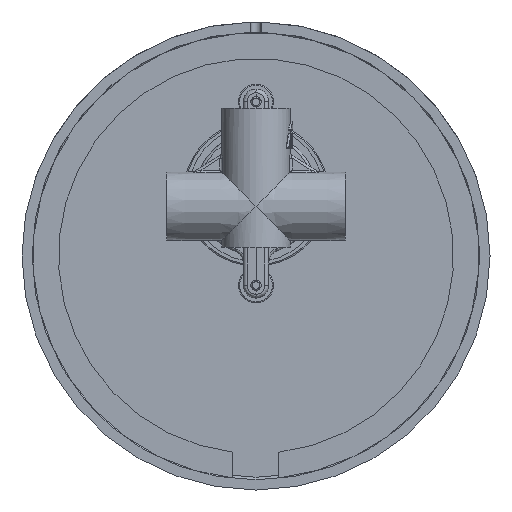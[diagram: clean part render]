
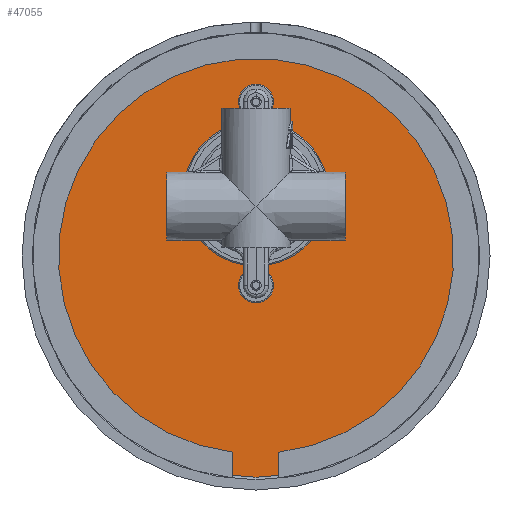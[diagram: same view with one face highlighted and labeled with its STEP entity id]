
A CAD part, front view. The second image highlights one B-rep face of the part: STEP entity #47055.
In plain terms, the highlighted planar face has unit normal (0, -1, 0).
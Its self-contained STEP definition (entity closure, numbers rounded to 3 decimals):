
#45716=CARTESIAN_POINT('',(0.,8.,0.));
#45717=DIRECTION('',(0.,1.,0.));
#45718=DIRECTION('',(-1.,0.,0.));
#45719=AXIS2_PLACEMENT_3D('',#45716,#45717,#45718);
#45721=CARTESIAN_POINT('',(0.,8.,0.));
#45722=DIRECTION('',(0.,1.,0.));
#45723=DIRECTION('',(1.,0.,0.));
#45724=AXIS2_PLACEMENT_3D('',#45721,#45722,#45723);
#45726=CARTESIAN_POINT('',(0.,8.,24.5));
#45727=DIRECTION('',(0.,-1.,0.));
#45728=DIRECTION('',(0.,0.,-1.));
#45729=AXIS2_PLACEMENT_3D('',#45726,#45727,#45728);
#45731=CARTESIAN_POINT('',(0.,8.,24.5));
#45732=DIRECTION('',(0.,-1.,0.));
#45733=DIRECTION('',(0.,0.,1.));
#45734=AXIS2_PLACEMENT_3D('',#45731,#45732,#45733);
#45736=CARTESIAN_POINT('',(0.,8.,60.5));
#45737=DIRECTION('',(0.,-1.,0.));
#45738=DIRECTION('',(0.,0.,-1.));
#45739=AXIS2_PLACEMENT_3D('',#45736,#45737,#45738);
#45741=CARTESIAN_POINT('',(0.,8.,60.5));
#45742=DIRECTION('',(0.,-1.,0.));
#45743=DIRECTION('',(0.,0.,1.));
#45744=AXIS2_PLACEMENT_3D('',#45741,#45742,#45743);
#45746=CARTESIAN_POINT('',(0.,8.,-11.5));
#45747=DIRECTION('',(0.,-1.,0.));
#45748=DIRECTION('',(0.,0.,-1.));
#45749=AXIS2_PLACEMENT_3D('',#45746,#45747,#45748);
#45751=CARTESIAN_POINT('',(0.,8.,-11.5));
#45752=DIRECTION('',(0.,-1.,0.));
#45753=DIRECTION('',(0.,0.,1.));
#45754=AXIS2_PLACEMENT_3D('',#45751,#45752,#45753);
#46802=CARTESIAN_POINT('',(-86.8,8.,0.));
#46803=CARTESIAN_POINT('',(86.8,8.,0.));
#46804=VERTEX_POINT('',#46802);
#46805=VERTEX_POINT('',#46803);
#46818=CARTESIAN_POINT('',(0.,8.,-4.));
#46819=CARTESIAN_POINT('',(0.,8.,53.));
#46820=VERTEX_POINT('',#46818);
#46821=VERTEX_POINT('',#46819);
#46826=CARTESIAN_POINT('',(0.,8.,53.6));
#46827=CARTESIAN_POINT('',(0.,8.,67.4));
#46828=VERTEX_POINT('',#46826);
#46829=VERTEX_POINT('',#46827);
#46834=CARTESIAN_POINT('',(0.,8.,-18.4));
#46835=CARTESIAN_POINT('',(0.,8.,-4.6));
#46836=VERTEX_POINT('',#46834);
#46837=VERTEX_POINT('',#46835);
#47026=CARTESIAN_POINT('',(0.,8.,0.));
#47027=DIRECTION('',(0.,-1.,0.));
#47028=DIRECTION('',(1.,0.,0.));
#47029=AXIS2_PLACEMENT_3D('',#47026,#47027,#47028);
#47030=PLANE('',#47029);
#47032=ORIENTED_EDGE('',*,*,#47031,.T.);
#47034=ORIENTED_EDGE('',*,*,#47033,.T.);
#47035=EDGE_LOOP('',(#47032,#47034));
#47036=FACE_OUTER_BOUND('',#47035,.F.);
#47038=ORIENTED_EDGE('',*,*,#47037,.T.);
#47040=ORIENTED_EDGE('',*,*,#47039,.T.);
#47041=EDGE_LOOP('',(#47038,#47040));
#47042=FACE_BOUND('',#47041,.F.);
#47044=ORIENTED_EDGE('',*,*,#47043,.T.);
#47046=ORIENTED_EDGE('',*,*,#47045,.T.);
#47047=EDGE_LOOP('',(#47044,#47046));
#47048=FACE_BOUND('',#47047,.F.);
#47050=ORIENTED_EDGE('',*,*,#47049,.T.);
#47052=ORIENTED_EDGE('',*,*,#47051,.T.);
#47053=EDGE_LOOP('',(#47050,#47052));
#47054=FACE_BOUND('',#47053,.F.);
#47055=ADVANCED_FACE('',(#47036,#47042,#47048,#47054),#47030,.T.);
#45720=CIRCLE('',#45719,86.8);
#45725=CIRCLE('',#45724,86.8);
#45730=CIRCLE('',#45729,28.5);
#45735=CIRCLE('',#45734,28.5);
#45740=CIRCLE('',#45739,6.9);
#45745=CIRCLE('',#45744,6.9);
#45750=CIRCLE('',#45749,6.9);
#45755=CIRCLE('',#45754,6.9);
#47031=EDGE_CURVE('',#46804,#46805,#45720,.T.);
#47033=EDGE_CURVE('',#46805,#46804,#45725,.T.);
#47037=EDGE_CURVE('',#46820,#46821,#45730,.T.);
#47039=EDGE_CURVE('',#46821,#46820,#45735,.T.);
#47043=EDGE_CURVE('',#46828,#46829,#45740,.T.);
#47045=EDGE_CURVE('',#46829,#46828,#45745,.T.);
#47049=EDGE_CURVE('',#46836,#46837,#45750,.T.);
#47051=EDGE_CURVE('',#46837,#46836,#45755,.T.);
